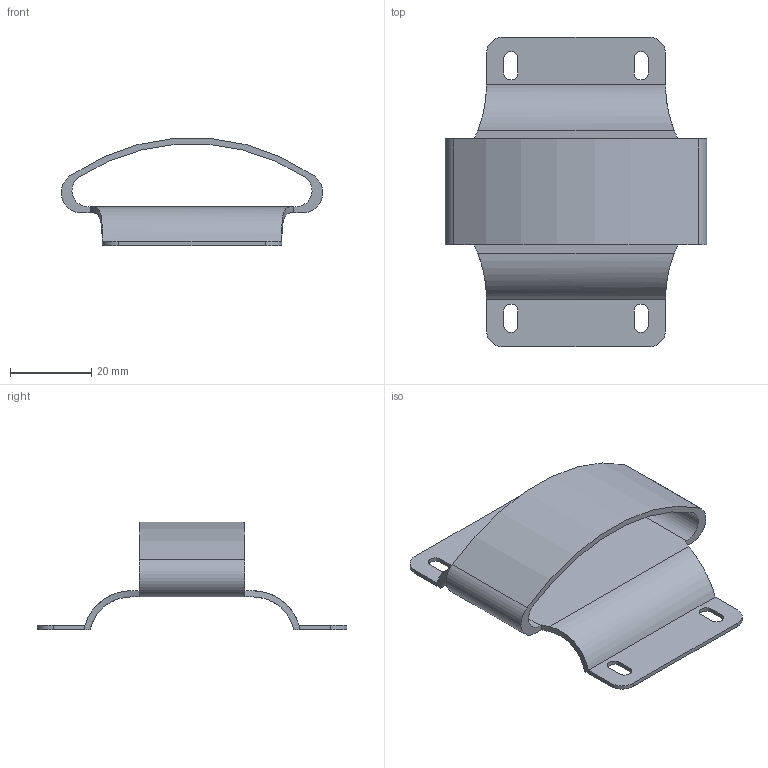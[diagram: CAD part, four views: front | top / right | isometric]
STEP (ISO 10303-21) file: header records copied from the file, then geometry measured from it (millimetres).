
FILE_DESCRIPTION(/* description */ (''),/* implementation_level */ '2;1');
FILE_NAME(/* name */ 'DB-05_UpperCableBridge.step',/* time_stamp */ '2026-02-13T12:57:07+01:00',/* author */ (''),/* organization */ (''),/* preprocessor_version */ 'ST-DEVELOPER v20.1',/* originating_system */ 'Autodesk Translation Framework v14.24.0.0',/* authorisation */ '');
FILE_SCHEMA (('AUTOMOTIVE_DESIGN { 1 0 10303 214 3 1 1 }'));
Length unit declared in the file: millimetre
Products named in the file (1): DB-05_UpperCableBridge
Bounding box: 64.21 x 76 x 26.3 mm (x, y, z)
Volume: 9045.1 mm3; surface area: 12688.9 mm2
Topology: 1 solids, 1 shells, 48 faces, 140 edges, 92 vertices
Faces by surface type: cylinder 26, plane 22
Entity records: 1724 total; most frequent: CARTESIAN_POINT 361, ORIENTED_EDGE 280, DIRECTION 278, EDGE_CURVE 140, AXIS2_PLACEMENT_3D 97, VERTEX_POINT 92, LINE 84, VECTOR 84
